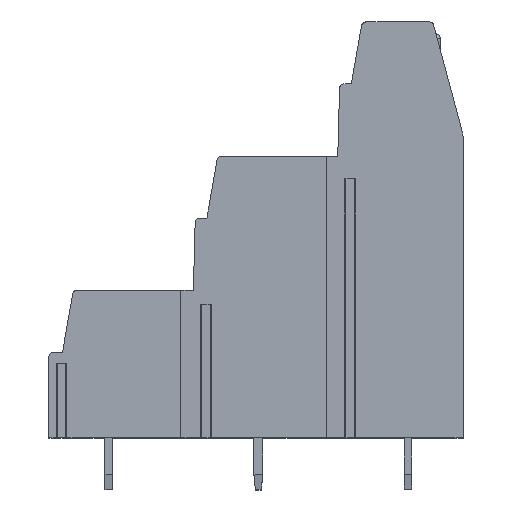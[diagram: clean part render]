
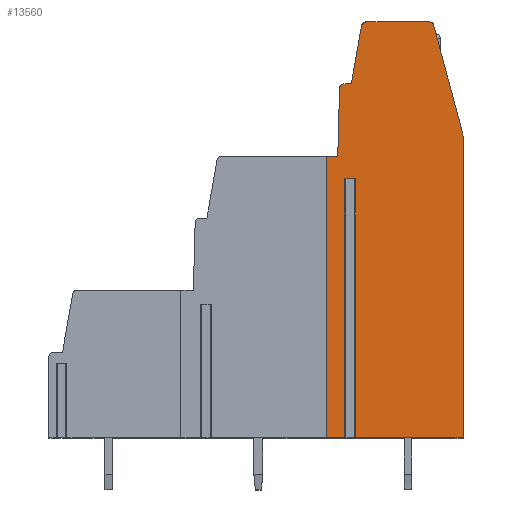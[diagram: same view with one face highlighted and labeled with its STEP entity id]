
A CAD part, top view. The second image highlights one B-rep face of the part: STEP entity #13560.
In plain terms, the highlighted planar face has unit normal (0, 0, 1).
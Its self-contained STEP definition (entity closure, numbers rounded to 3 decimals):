
#14=DIRECTION('',(-1.,0.,0.));
#15=VECTOR('',#14,0.743);
#16=CARTESIAN_POINT('',(1.908,2.65,33.02));
#17=LINE('',#16,#15);
#18=DIRECTION('',(0.,-1.,0.));
#19=VECTOR('',#18,17.55);
#20=CARTESIAN_POINT('',(1.165,2.65,33.02));
#21=LINE('',#20,#19);
#22=DIRECTION('',(1.,0.,0.));
#23=VECTOR('',#22,1.228);
#24=CARTESIAN_POINT('',(-0.063,-14.9,33.02));
#25=LINE('',#24,#23);
#26=DIRECTION('',(-1.,0.,0.));
#27=VECTOR('',#26,0.75);
#28=CARTESIAN_POINT('',(0.687,4.2,33.02));
#29=LINE('',#28,#27);
#30=DIRECTION('',(-0.026,-1.,0.));
#31=VECTOR('',#30,4.609);
#32=CARTESIAN_POINT('',(0.808,8.808,33.02));
#33=LINE('',#32,#31);
#34=CARTESIAN_POINT('',(1.108,8.8,33.02));
#35=DIRECTION('',(0.,0.,1.));
#36=DIRECTION('',(0.,1.,0.));
#37=AXIS2_PLACEMENT_3D('',#34,#35,#36);
#39=DIRECTION('',(-1.,0.,0.));
#40=VECTOR('',#39,0.497);
#41=CARTESIAN_POINT('',(1.605,9.1,33.02));
#42=LINE('',#41,#40);
#43=DIRECTION('',(-0.174,-0.985,0.));
#44=VECTOR('',#43,4.013);
#45=CARTESIAN_POINT('',(2.301,13.052,33.02));
#46=LINE('',#45,#44);
#47=CARTESIAN_POINT('',(2.597,13.,33.02));
#48=DIRECTION('',(0.,0.,1.));
#49=DIRECTION('',(0.,1.,0.));
#50=AXIS2_PLACEMENT_3D('',#47,#48,#49);
#52=DIRECTION('',(-1.,0.,0.));
#53=VECTOR('',#52,4.31);
#54=CARTESIAN_POINT('',(6.907,13.3,33.02));
#55=LINE('',#54,#53);
#56=CARTESIAN_POINT('',(6.907,13.,33.02));
#57=DIRECTION('',(0.,0.,1.));
#58=DIRECTION('',(0.966,0.259,0.));
#59=AXIS2_PLACEMENT_3D('',#56,#57,#58);
#61=CARTESIAN_POINT('',(8.187,5.518,33.02));
#62=DIRECTION('',(0.,0.,1.));
#63=DIRECTION('',(1.,0.,0.));
#64=AXIS2_PLACEMENT_3D('',#61,#62,#63);
#66=DIRECTION('',(0.,1.,0.));
#67=VECTOR('',#66,20.418);
#68=CARTESIAN_POINT('',(9.187,-14.9,33.02));
#69=LINE('',#68,#67);
#70=DIRECTION('',(1.,0.,0.));
#71=VECTOR('',#70,7.279);
#72=CARTESIAN_POINT('',(1.908,-14.9,33.02));
#73=LINE('',#72,#71);
#74=DIRECTION('',(0.,-1.,0.));
#75=VECTOR('',#74,17.55);
#76=CARTESIAN_POINT('',(1.908,2.65,33.02));
#77=LINE('',#76,#75);
#4494=DIRECTION('',(-0.259,0.966,0.));
#4495=VECTOR('',#4494,7.558);
#4496=CARTESIAN_POINT('',(9.153,5.777,33.02));
#4497=LINE('',#4496,#4495);
#7293=DIRECTION('',(0.,-1.,0.));
#7294=VECTOR('',#7293,19.1);
#7295=CARTESIAN_POINT('',(-0.063,4.2,33.02));
#7296=LINE('',#7295,#7294);
#10649=CARTESIAN_POINT('',(9.187,-14.9,33.02));
#10650=CARTESIAN_POINT('',(9.187,5.518,33.02));
#10651=VERTEX_POINT('',#10649);
#10652=VERTEX_POINT('',#10650);
#10653=CARTESIAN_POINT('',(9.153,5.777,33.02));
#10654=VERTEX_POINT('',#10653);
#10655=CARTESIAN_POINT('',(7.197,13.078,33.02));
#10656=CARTESIAN_POINT('',(6.907,13.3,33.02));
#10657=VERTEX_POINT('',#10655);
#10658=VERTEX_POINT('',#10656);
#10659=CARTESIAN_POINT('',(2.597,13.3,33.02));
#10660=VERTEX_POINT('',#10659);
#10661=CARTESIAN_POINT('',(2.301,13.052,33.02));
#10662=VERTEX_POINT('',#10661);
#10663=CARTESIAN_POINT('',(1.605,9.1,33.02));
#10664=VERTEX_POINT('',#10663);
#10665=CARTESIAN_POINT('',(1.108,9.1,33.02));
#10666=VERTEX_POINT('',#10665);
#10667=CARTESIAN_POINT('',(0.808,8.808,33.02));
#10668=VERTEX_POINT('',#10667);
#10669=CARTESIAN_POINT('',(0.687,4.2,33.02));
#10670=VERTEX_POINT('',#10669);
#10709=CARTESIAN_POINT('',(-0.063,-14.9,33.02));
#10711=VERTEX_POINT('',#10709);
#10717=CARTESIAN_POINT('',(-0.063,4.2,33.02));
#10718=VERTEX_POINT('',#10717);
#10765=CARTESIAN_POINT('',(1.908,2.65,33.02));
#10766=CARTESIAN_POINT('',(1.165,2.65,33.02));
#10767=VERTEX_POINT('',#10765);
#10768=VERTEX_POINT('',#10766);
#10769=CARTESIAN_POINT('',(1.908,-14.9,33.02));
#10770=VERTEX_POINT('',#10769);
#10771=CARTESIAN_POINT('',(1.165,-14.9,33.02));
#10772=VERTEX_POINT('',#10771);
#13519=CARTESIAN_POINT('',(0.,0.,33.02));
#13520=DIRECTION('',(0.,0.,1.));
#13521=DIRECTION('',(1.,0.,0.));
#13522=AXIS2_PLACEMENT_3D('',#13519,#13520,#13521);
#13523=PLANE('',#13522);
#13525=ORIENTED_EDGE('',*,*,#13524,.T.);
#13527=ORIENTED_EDGE('',*,*,#13526,.T.);
#13529=ORIENTED_EDGE('',*,*,#13528,.F.);
#13531=ORIENTED_EDGE('',*,*,#13530,.F.);
#13533=ORIENTED_EDGE('',*,*,#13532,.F.);
#13535=ORIENTED_EDGE('',*,*,#13534,.F.);
#13537=ORIENTED_EDGE('',*,*,#13536,.F.);
#13539=ORIENTED_EDGE('',*,*,#13538,.F.);
#13541=ORIENTED_EDGE('',*,*,#13540,.F.);
#13543=ORIENTED_EDGE('',*,*,#13542,.F.);
#13545=ORIENTED_EDGE('',*,*,#13544,.F.);
#13547=ORIENTED_EDGE('',*,*,#13546,.F.);
#13549=ORIENTED_EDGE('',*,*,#13548,.F.);
#13551=ORIENTED_EDGE('',*,*,#13550,.F.);
#13553=ORIENTED_EDGE('',*,*,#13552,.F.);
#13555=ORIENTED_EDGE('',*,*,#13554,.F.);
#13557=ORIENTED_EDGE('',*,*,#13556,.F.);
#13558=EDGE_LOOP('',(#13525,#13527,#13529,#13531,#13533,#13535,#13537,#13539,
#13541,#13543,#13545,#13547,#13549,#13551,#13553,#13555,#13557));
#13559=FACE_OUTER_BOUND('',#13558,.F.);
#38=CIRCLE('',#37,0.3);
#51=CIRCLE('',#50,0.3);
#60=CIRCLE('',#59,0.3);
#65=CIRCLE('',#64,1.);
#13524=EDGE_CURVE('',#10767,#10768,#17,.T.);
#13526=EDGE_CURVE('',#10768,#10772,#21,.T.);
#13528=EDGE_CURVE('',#10711,#10772,#25,.T.);
#13530=EDGE_CURVE('',#10718,#10711,#7296,.T.);
#13532=EDGE_CURVE('',#10670,#10718,#29,.T.);
#13534=EDGE_CURVE('',#10668,#10670,#33,.T.);
#13536=EDGE_CURVE('',#10666,#10668,#38,.T.);
#13538=EDGE_CURVE('',#10664,#10666,#42,.T.);
#13540=EDGE_CURVE('',#10662,#10664,#46,.T.);
#13542=EDGE_CURVE('',#10660,#10662,#51,.T.);
#13544=EDGE_CURVE('',#10658,#10660,#55,.T.);
#13546=EDGE_CURVE('',#10657,#10658,#60,.T.);
#13548=EDGE_CURVE('',#10654,#10657,#4497,.T.);
#13550=EDGE_CURVE('',#10652,#10654,#65,.T.);
#13552=EDGE_CURVE('',#10651,#10652,#69,.T.);
#13554=EDGE_CURVE('',#10770,#10651,#73,.T.);
#13556=EDGE_CURVE('',#10767,#10770,#77,.T.);
#13560=ADVANCED_FACE('',(#13559),#13523,.T.);
